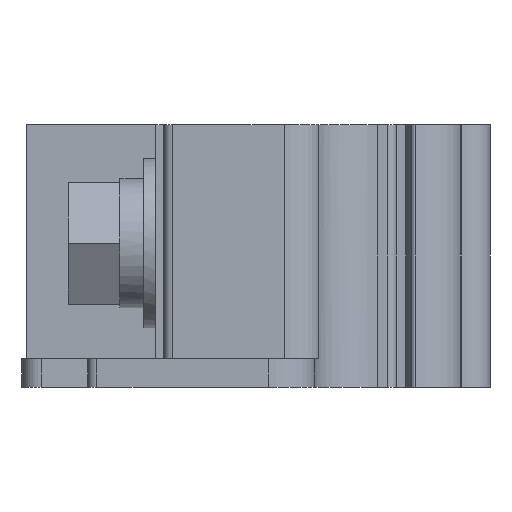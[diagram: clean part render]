
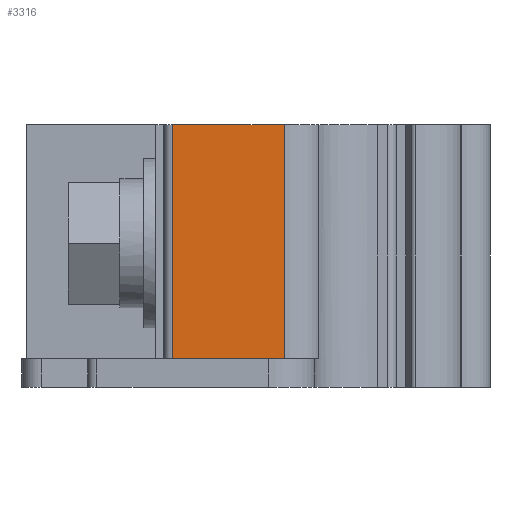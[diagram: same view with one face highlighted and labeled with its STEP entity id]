
A CAD part, left-side view. The second image highlights one B-rep face of the part: STEP entity #3316.
In plain terms, the highlighted planar face has unit normal (-1, 0, 0).
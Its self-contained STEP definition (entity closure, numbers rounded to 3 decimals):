
#207=DIRECTION('',(0.,1.,0.));
#208=VECTOR('',#207,11.905);
#209=CARTESIAN_POINT('',(-27.,-3.005,-11.));
#210=LINE('',#209,#208);
#746=DIRECTION('',(0.,1.,0.));
#747=VECTOR('',#746,11.905);
#748=CARTESIAN_POINT('',(-27.,-3.005,14.));
#749=LINE('',#748,#747);
#1018=DIRECTION('',(0.,0.,-1.));
#1019=VECTOR('',#1018,25.);
#1020=CARTESIAN_POINT('',(-27.,-3.005,14.));
#1021=LINE('',#1020,#1019);
#1022=DIRECTION('',(0.,0.,-1.));
#1023=VECTOR('',#1022,25.);
#1024=CARTESIAN_POINT('',(-27.,8.9,14.));
#1025=LINE('',#1024,#1023);
#1609=CARTESIAN_POINT('',(-27.,-3.005,-11.));
#1610=CARTESIAN_POINT('',(-27.,8.9,-11.));
#1611=VERTEX_POINT('',#1609);
#1612=VERTEX_POINT('',#1610);
#1641=CARTESIAN_POINT('',(-27.,-3.005,14.));
#1642=CARTESIAN_POINT('',(-27.,8.9,14.));
#1643=VERTEX_POINT('',#1641);
#1644=VERTEX_POINT('',#1642);
#3304=CARTESIAN_POINT('',(-27.,-3.005,14.));
#3305=DIRECTION('',(1.,0.,0.));
#3306=DIRECTION('',(0.,1.,0.));
#3307=AXIS2_PLACEMENT_3D('',#3304,#3305,#3306);
#3308=PLANE('',#3307);
#3309=ORIENTED_EDGE('',*,*,#2759,.F.);
#3310=ORIENTED_EDGE('',*,*,#3298,.T.);
#3311=ORIENTED_EDGE('',*,*,#2051,.T.);
#3313=ORIENTED_EDGE('',*,*,#3312,.F.);
#3314=EDGE_LOOP('',(#3309,#3310,#3311,#3313));
#3315=FACE_OUTER_BOUND('',#3314,.F.);
#2051=EDGE_CURVE('',#1611,#1612,#210,.T.);
#2759=EDGE_CURVE('',#1643,#1644,#749,.T.);
#3298=EDGE_CURVE('',#1643,#1611,#1021,.T.);
#3312=EDGE_CURVE('',#1644,#1612,#1025,.T.);
#3316=ADVANCED_FACE('',(#3315),#3308,.F.);
